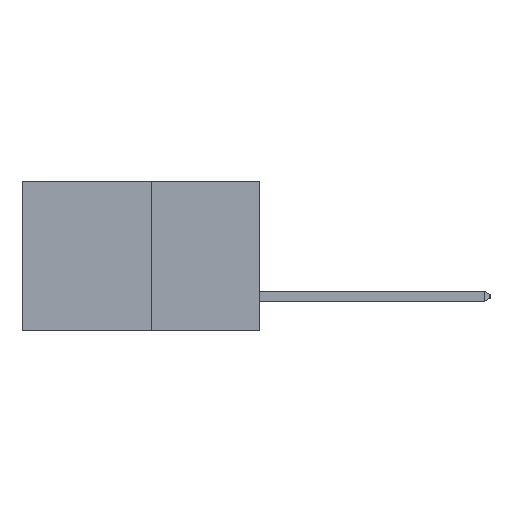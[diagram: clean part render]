
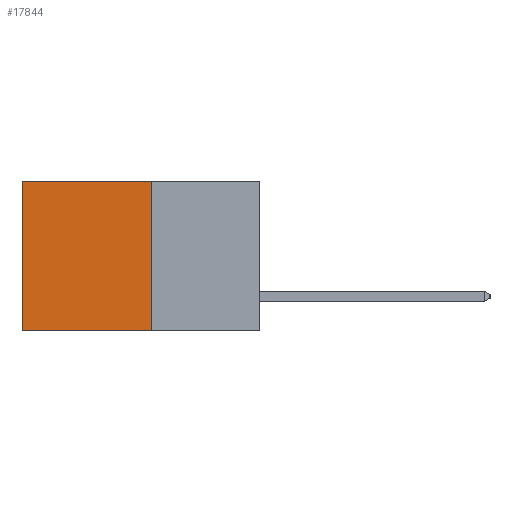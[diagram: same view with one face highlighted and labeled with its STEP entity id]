
A CAD part, left-side view. The second image highlights one B-rep face of the part: STEP entity #17844.
In plain terms, the highlighted planar face has unit normal (-1, 0, 0).
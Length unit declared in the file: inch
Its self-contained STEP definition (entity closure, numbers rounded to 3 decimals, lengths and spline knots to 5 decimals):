
#4 = ORIENTED_EDGE ( 'NONE', *, *, #3801, .F. ) ;
#456 = DIRECTION ( 'NONE',  ( 0., 1., 0. ) ) ;
#514 = LINE ( 'NONE', #528, #12170 ) ;
#528 = CARTESIAN_POINT ( 'NONE',  ( 0.277, 0.27, 0. ) ) ;
#604 = CARTESIAN_POINT ( 'NONE',  ( 0.277, 0.59, 0. ) ) ;
#680 = CARTESIAN_POINT ( 'NONE',  ( 0.277, 0.27, -0.37 ) ) ;
#845 = LINE ( 'NONE', #9551, #15825 ) ;
#3154 = VERTEX_POINT ( 'NONE', #604 ) ;
#3447 = PLANE ( 'NONE',  #15645 ) ;
#3801 = EDGE_CURVE ( 'NONE', #18382, #5477, #15969, .T. ) ;
#5477 = VERTEX_POINT ( 'NONE', #10445 ) ;
#6394 = CARTESIAN_POINT ( 'NONE',  ( 0.277, 0.27, -0.37 ) ) ;
#7864 = DIRECTION ( 'NONE',  ( 0., 0., -1. ) ) ;
#9085 = VECTOR ( 'NONE', #14700, 39.37008 ) ;
#9292 = EDGE_CURVE ( 'NONE', #13466, #3154, #514, .T. ) ;
#9524 = LINE ( 'NONE', #16082, #9085 ) ;
#9551 = CARTESIAN_POINT ( 'NONE',  ( 0.277, 0.59, -0.37 ) ) ;
#10445 = CARTESIAN_POINT ( 'NONE',  ( 0.277, 0.59, -0.37 ) ) ;
#11188 = EDGE_LOOP ( 'NONE', ( #11351, #4, #13134, #14784 ) ) ;
#11351 = ORIENTED_EDGE ( 'NONE', *, *, #14146, .T. ) ;
#11720 = VECTOR ( 'NONE', #14779, 39.37008 ) ;
#12170 = VECTOR ( 'NONE', #456, 39.37008 ) ;
#12989 = FACE_OUTER_BOUND ( 'NONE', #11188, .T. ) ;
#13134 = ORIENTED_EDGE ( 'NONE', *, *, #14612, .F. ) ;
#13466 = VERTEX_POINT ( 'NONE', #13716 ) ;
#13716 = CARTESIAN_POINT ( 'NONE',  ( 0.277, 0.27, 0. ) ) ;
#14146 = EDGE_CURVE ( 'NONE', #3154, #5477, #845, .T. ) ;
#14612 = EDGE_CURVE ( 'NONE', #13466, #18382, #9524, .T. ) ;
#14700 = DIRECTION ( 'NONE',  ( 0., 0., -1. ) ) ;
#14779 = DIRECTION ( 'NONE',  ( 0., 1., 0. ) ) ;
#14784 = ORIENTED_EDGE ( 'NONE', *, *, #9292, .T. ) ;
#15339 = DIRECTION ( 'NONE',  ( 0., 0., -1. ) ) ;
#15645 = AXIS2_PLACEMENT_3D ( 'NONE', #6394, #16463, #7864 ) ;
#15825 = VECTOR ( 'NONE', #15339, 39.37008 ) ;
#15969 = LINE ( 'NONE', #680, #11720 ) ;
#16082 = CARTESIAN_POINT ( 'NONE',  ( 0.277, 0.27, -0.37 ) ) ;
#16463 = DIRECTION ( 'NONE',  ( 1., 0., 0. ) ) ;
#17844 = ADVANCED_FACE ( 'NONE', ( #12989 ), #3447, .F. ) ;
#18367 = CARTESIAN_POINT ( 'NONE',  ( 0.277, 0.27, -0.37 ) ) ;
#18382 = VERTEX_POINT ( 'NONE', #18367 ) ;
